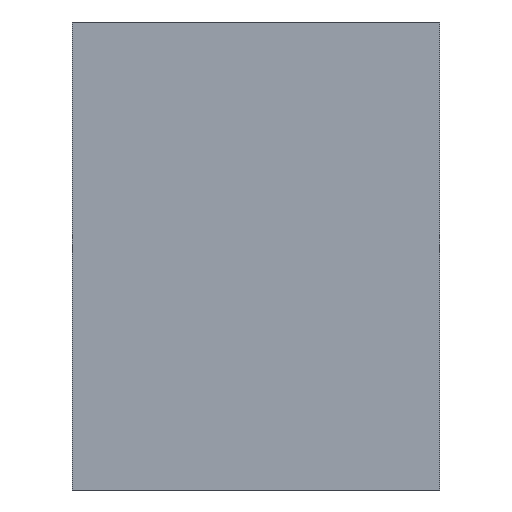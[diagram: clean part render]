
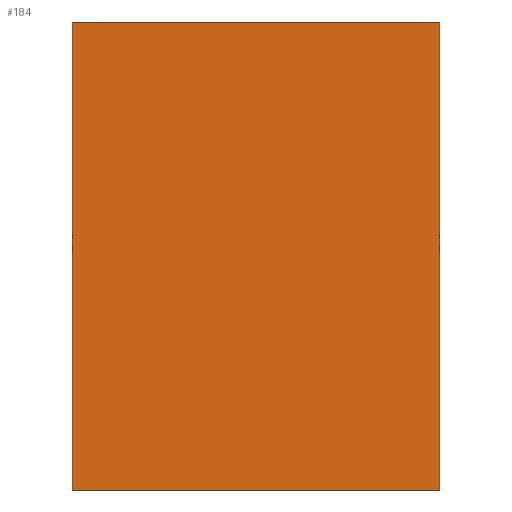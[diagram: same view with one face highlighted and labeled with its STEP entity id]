
A CAD part, front view. The second image highlights one B-rep face of the part: STEP entity #184.
In plain terms, the highlighted planar face has unit normal (0, -1, 0).
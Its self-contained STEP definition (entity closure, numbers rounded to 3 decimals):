
#3 = ORIENTED_EDGE ( 'NONE', *, *, #155, .T. ) ;
#6 = VERTEX_POINT ( 'NONE', #132 ) ;
#17 = CARTESIAN_POINT ( 'NONE',  ( -15.949, -65.997, 12.75 ) ) ;
#18 = VECTOR ( 'NONE', #239, 1000. ) ;
#33 = VECTOR ( 'NONE', #66, 1000. ) ;
#34 = DIRECTION ( 'NONE',  ( 0., 0., -1. ) ) ;
#38 = LINE ( 'NONE', #198, #112 ) ;
#45 = ORIENTED_EDGE ( 'NONE', *, *, #53, .T. ) ;
#53 = EDGE_CURVE ( 'NONE', #140, #82, #87, .T. ) ;
#54 = AXIS2_PLACEMENT_3D ( 'NONE', #156, #93, #154 ) ;
#60 = ORIENTED_EDGE ( 'NONE', *, *, #238, .F. ) ;
#61 = EDGE_LOOP ( 'NONE', ( #45, #143, #60, #3 ) ) ;
#66 = DIRECTION ( 'NONE',  ( 1., 0., 0. ) ) ;
#76 = CARTESIAN_POINT ( 'NONE',  ( -15.949, -65.997, 12.75 ) ) ;
#82 = VERTEX_POINT ( 'NONE', #251 ) ;
#87 = LINE ( 'NONE', #104, #33 ) ;
#91 = LINE ( 'NONE', #258, #187 ) ;
#93 = DIRECTION ( 'NONE',  ( 0., 1., 0. ) ) ;
#104 = CARTESIAN_POINT ( 'NONE',  ( -5.949, -65.997, 0. ) ) ;
#112 = VECTOR ( 'NONE', #157, 1000. ) ;
#132 = CARTESIAN_POINT ( 'NONE',  ( -5.949, -65.997, 12.75 ) ) ;
#139 = FACE_OUTER_BOUND ( 'NONE', #61, .T. ) ;
#140 = VERTEX_POINT ( 'NONE', #195 ) ;
#143 = ORIENTED_EDGE ( 'NONE', *, *, #164, .F. ) ;
#154 = DIRECTION ( 'NONE',  ( 0., 0., 1. ) ) ;
#155 = EDGE_CURVE ( 'NONE', #160, #140, #174, .T. ) ;
#156 = CARTESIAN_POINT ( 'NONE',  ( -5.949, -65.997, 12.75 ) ) ;
#157 = DIRECTION ( 'NONE',  ( 1., 0., 0. ) ) ;
#160 = VERTEX_POINT ( 'NONE', #76 ) ;
#164 = EDGE_CURVE ( 'NONE', #6, #82, #91, .T. ) ;
#174 = LINE ( 'NONE', #17, #18 ) ;
#184 = ADVANCED_FACE ( 'NONE', ( #139 ), #194, .F. ) ;
#187 = VECTOR ( 'NONE', #34, 1000. ) ;
#194 = PLANE ( 'NONE',  #54 ) ;
#195 = CARTESIAN_POINT ( 'NONE',  ( -15.949, -65.997, 0. ) ) ;
#198 = CARTESIAN_POINT ( 'NONE',  ( -5.949, -65.997, 12.75 ) ) ;
#238 = EDGE_CURVE ( 'NONE', #160, #6, #38, .T. ) ;
#239 = DIRECTION ( 'NONE',  ( 0., 0., -1. ) ) ;
#251 = CARTESIAN_POINT ( 'NONE',  ( -5.949, -65.997, 0. ) ) ;
#258 = CARTESIAN_POINT ( 'NONE',  ( -5.949, -65.997, 12.75 ) ) ;
